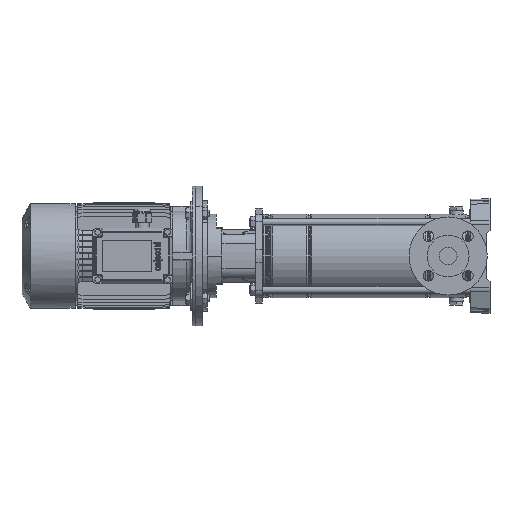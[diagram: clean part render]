
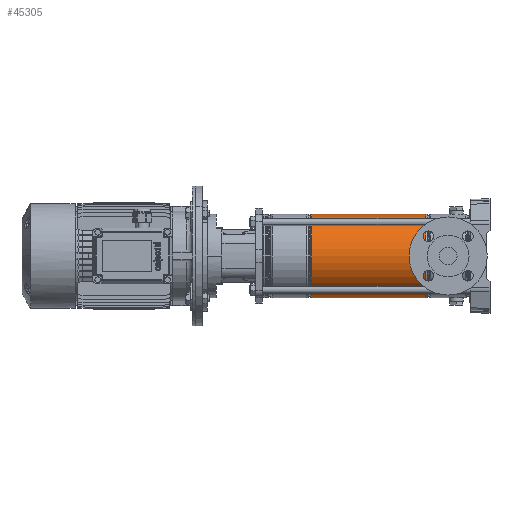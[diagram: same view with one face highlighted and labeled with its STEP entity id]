
A CAD part, left-side view. The second image highlights one B-rep face of the part: STEP entity #45305.
In plain terms, the highlighted cylindrical face has radius 74.9 mm (diameter 149.8 mm), a partial arc.
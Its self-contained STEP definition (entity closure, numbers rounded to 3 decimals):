
#989 = VERTEX_POINT ( 'NONE', #47114 ) ;
#1859 = DIRECTION ( 'NONE',  ( 1., 0., 0. ) ) ;
#1864 = FACE_OUTER_BOUND ( 'NONE', #39893, .T. ) ;
#7558 = EDGE_CURVE ( 'NONE', #989, #10268, #13458, .T. ) ;
#10268 = VERTEX_POINT ( 'NONE', #35791 ) ;
#11685 = AXIS2_PLACEMENT_3D ( 'NONE', #65804, #54162, #14244 ) ;
#13074 = CARTESIAN_POINT ( 'NONE',  ( 74.9, 0., 0. ) ) ;
#13458 = LINE ( 'NONE', #13074, #22262 ) ;
#14244 = DIRECTION ( 'NONE',  ( -1., 0., 0. ) ) ;
#15331 = CARTESIAN_POINT ( 'NONE',  ( -74.9, 0., 87.279 ) ) ;
#16245 = EDGE_CURVE ( 'NONE', #68619, #989, #57294, .T. ) ;
#16281 = ORIENTED_EDGE ( 'NONE', *, *, #7558, .T. ) ;
#18616 = ORIENTED_EDGE ( 'NONE', *, *, #28600, .T. ) ;
#20155 = VECTOR ( 'NONE', #68299, 1000. ) ;
#22262 = VECTOR ( 'NONE', #24358, 1000. ) ;
#24358 = DIRECTION ( 'NONE',  ( 0., 0., -1. ) ) ;
#26239 = DIRECTION ( 'NONE',  ( 0., 0., -1. ) ) ;
#27628 = LINE ( 'NONE', #34039, #20155 ) ;
#27759 = ORIENTED_EDGE ( 'NONE', *, *, #16245, .T. ) ;
#28600 = EDGE_CURVE ( 'NONE', #10268, #45440, #31921, .T. ) ;
#31921 = CIRCLE ( 'NONE', #39147, 74.9 ) ;
#34039 = CARTESIAN_POINT ( 'NONE',  ( -74.9, 0., 0. ) ) ;
#35791 = CARTESIAN_POINT ( 'NONE',  ( 74.9, 0., 87.279 ) ) ;
#35900 = CARTESIAN_POINT ( 'NONE',  ( -74.9, 0., 291.721 ) ) ;
#36105 = CYLINDRICAL_SURFACE ( 'NONE', #11685, 74.9 ) ;
#39147 = AXIS2_PLACEMENT_3D ( 'NONE', #49893, #54831, #72861 ) ;
#39893 = EDGE_LOOP ( 'NONE', ( #27759, #16281, #18616, #68890 ) ) ;
#45305 = ADVANCED_FACE ( 'NONE', ( #1864 ), #36105, .T. ) ;
#45440 = VERTEX_POINT ( 'NONE', #15331 ) ;
#47114 = CARTESIAN_POINT ( 'NONE',  ( 74.9, 0., 291.721 ) ) ;
#49893 = CARTESIAN_POINT ( 'NONE',  ( 0., 0., 87.279 ) ) ;
#54162 = DIRECTION ( 'NONE',  ( 0., 0., -1. ) ) ;
#54831 = DIRECTION ( 'NONE',  ( 0., 0., 1. ) ) ;
#57294 = CIRCLE ( 'NONE', #71722, 74.9 ) ;
#59433 = CARTESIAN_POINT ( 'NONE',  ( 0., 0., 291.721 ) ) ;
#65804 = CARTESIAN_POINT ( 'NONE',  ( 0., 0., 0. ) ) ;
#66235 = EDGE_CURVE ( 'NONE', #68619, #45440, #27628, .T. ) ;
#68299 = DIRECTION ( 'NONE',  ( 0., 0., -1. ) ) ;
#68619 = VERTEX_POINT ( 'NONE', #35900 ) ;
#68890 = ORIENTED_EDGE ( 'NONE', *, *, #66235, .F. ) ;
#71722 = AXIS2_PLACEMENT_3D ( 'NONE', #59433, #26239, #1859 ) ;
#72861 = DIRECTION ( 'NONE',  ( 1., 0., 0. ) ) ;
